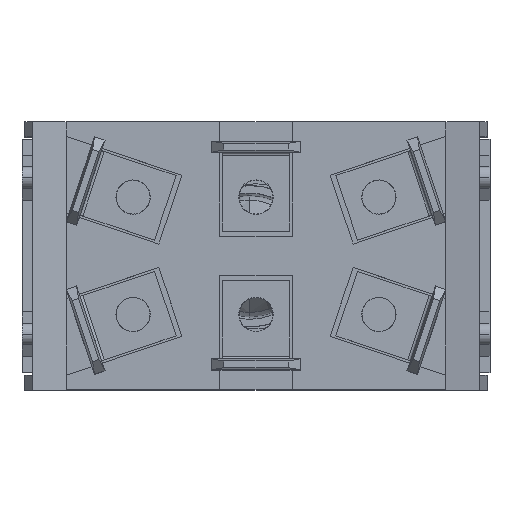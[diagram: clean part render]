
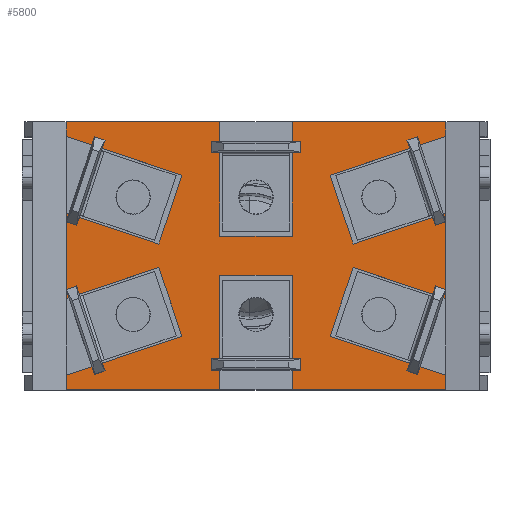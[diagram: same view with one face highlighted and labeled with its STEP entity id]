
A CAD part, top view. The second image highlights one B-rep face of the part: STEP entity #5800.
In plain terms, the highlighted planar face has unit normal (0, 0, 1).
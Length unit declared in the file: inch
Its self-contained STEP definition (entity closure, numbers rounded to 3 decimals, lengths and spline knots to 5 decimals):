
#163=DIRECTION('',(0.,-1.,0.));
#164=VECTOR('',#163,0.3202);
#165=CARTESIAN_POINT('',(-0.1015,0.375,0.709));
#166=LINE('',#165,#164);
#167=DIRECTION('',(1.,0.,0.));
#168=VECTOR('',#167,0.203);
#169=CARTESIAN_POINT('',(-0.1015,0.0548,0.709));
#170=LINE('',#169,#168);
#171=DIRECTION('',(0.,-1.,0.));
#172=VECTOR('',#171,0.3202);
#173=CARTESIAN_POINT('',(0.1015,0.375,0.709));
#174=LINE('',#173,#172);
#175=DIRECTION('',(1.,0.,0.));
#176=VECTOR('',#175,0.4295);
#177=CARTESIAN_POINT('',(0.1015,0.375,0.709));
#178=LINE('',#177,#176);
#179=DIRECTION('',(0.,1.,0.));
#180=VECTOR('',#179,0.04123);
#181=CARTESIAN_POINT('',(0.531,0.33377,0.709));
#182=LINE('',#181,#180);
#183=DIRECTION('',(-0.948,-0.317,0.));
#184=VECTOR('',#183,0.34168);
#185=CARTESIAN_POINT('',(0.531,0.33377,0.709));
#186=LINE('',#185,#184);
#187=DIRECTION('',(0.317,-0.948,0.));
#188=VECTOR('',#187,0.203);
#189=CARTESIAN_POINT('',(0.20698,0.22535,0.709));
#190=LINE('',#189,#188);
#191=DIRECTION('',(0.948,0.317,0.));
#192=VECTOR('',#191,0.27376);
#193=CARTESIAN_POINT('',(0.27139,0.03284,0.709));
#194=LINE('',#193,#192);
#195=DIRECTION('',(0.,1.,0.));
#196=VECTOR('',#195,0.23941);
#197=CARTESIAN_POINT('',(0.531,-0.11971,0.709));
#198=LINE('',#197,#196);
#199=DIRECTION('',(-0.948,0.317,0.));
#200=VECTOR('',#199,0.27376);
#201=CARTESIAN_POINT('',(0.531,-0.11971,0.709));
#202=LINE('',#201,#200);
#203=DIRECTION('',(-0.317,-0.948,0.));
#204=VECTOR('',#203,0.203);
#205=CARTESIAN_POINT('',(0.27139,-0.03284,0.709));
#206=LINE('',#205,#204);
#207=DIRECTION('',(0.948,-0.317,0.));
#208=VECTOR('',#207,0.34168);
#209=CARTESIAN_POINT('',(0.20698,-0.22535,0.709));
#210=LINE('',#209,#208);
#211=DIRECTION('',(0.,1.,0.));
#212=VECTOR('',#211,0.04123);
#213=CARTESIAN_POINT('',(0.531,-0.375,0.709));
#214=LINE('',#213,#212);
#215=DIRECTION('',(-1.,0.,0.));
#216=VECTOR('',#215,0.4295);
#217=CARTESIAN_POINT('',(0.531,-0.375,0.709));
#218=LINE('',#217,#216);
#219=DIRECTION('',(0.,1.,0.));
#220=VECTOR('',#219,0.3202);
#221=CARTESIAN_POINT('',(0.1015,-0.375,0.709));
#222=LINE('',#221,#220);
#223=DIRECTION('',(-1.,0.,0.));
#224=VECTOR('',#223,0.203);
#225=CARTESIAN_POINT('',(0.1015,-0.0548,0.709));
#226=LINE('',#225,#224);
#227=DIRECTION('',(0.,1.,0.));
#228=VECTOR('',#227,0.3202);
#229=CARTESIAN_POINT('',(-0.1015,-0.375,0.709));
#230=LINE('',#229,#228);
#231=DIRECTION('',(-1.,0.,0.));
#232=VECTOR('',#231,0.4295);
#233=CARTESIAN_POINT('',(-0.1015,-0.375,0.709));
#234=LINE('',#233,#232);
#235=DIRECTION('',(0.,1.,0.));
#236=VECTOR('',#235,0.04123);
#237=CARTESIAN_POINT('',(-0.531,-0.375,0.709));
#238=LINE('',#237,#236);
#239=DIRECTION('',(0.948,0.317,0.));
#240=VECTOR('',#239,0.34168);
#241=CARTESIAN_POINT('',(-0.531,-0.33377,0.709));
#242=LINE('',#241,#240);
#243=DIRECTION('',(-0.317,0.948,0.));
#244=VECTOR('',#243,0.203);
#245=CARTESIAN_POINT('',(-0.20698,-0.22535,0.709));
#246=LINE('',#245,#244);
#247=DIRECTION('',(-0.948,-0.317,0.));
#248=VECTOR('',#247,0.27376);
#249=CARTESIAN_POINT('',(-0.27139,-0.03284,0.709));
#250=LINE('',#249,#248);
#251=DIRECTION('',(0.,1.,0.));
#252=VECTOR('',#251,0.23941);
#253=CARTESIAN_POINT('',(-0.531,-0.11971,0.709));
#254=LINE('',#253,#252);
#255=DIRECTION('',(0.948,-0.317,0.));
#256=VECTOR('',#255,0.27376);
#257=CARTESIAN_POINT('',(-0.531,0.11971,0.709));
#258=LINE('',#257,#256);
#259=DIRECTION('',(0.317,0.948,0.));
#260=VECTOR('',#259,0.203);
#261=CARTESIAN_POINT('',(-0.27139,0.03284,0.709));
#262=LINE('',#261,#260);
#263=DIRECTION('',(-0.948,0.317,0.));
#264=VECTOR('',#263,0.34168);
#265=CARTESIAN_POINT('',(-0.20698,0.22535,0.709));
#266=LINE('',#265,#264);
#267=DIRECTION('',(0.,1.,0.));
#268=VECTOR('',#267,0.04123);
#269=CARTESIAN_POINT('',(-0.531,0.33377,0.709));
#270=LINE('',#269,#268);
#271=DIRECTION('',(1.,0.,0.));
#272=VECTOR('',#271,0.4295);
#273=CARTESIAN_POINT('',(-0.531,0.375,0.709));
#274=LINE('',#273,#272);
#4600=CARTESIAN_POINT('',(0.531,0.375,0.709));
#4601=VERTEX_POINT('',#4600);
#4602=CARTESIAN_POINT('',(-0.531,0.375,0.709));
#4604=VERTEX_POINT('',#4602);
#4612=CARTESIAN_POINT('',(0.531,-0.375,0.709));
#4613=VERTEX_POINT('',#4612);
#4614=CARTESIAN_POINT('',(-0.531,-0.375,0.709));
#4616=VERTEX_POINT('',#4614);
#4780=CARTESIAN_POINT('',(0.531,0.33377,0.709));
#4781=CARTESIAN_POINT('',(0.20698,0.22535,0.709));
#4782=VERTEX_POINT('',#4780);
#4783=VERTEX_POINT('',#4781);
#4784=CARTESIAN_POINT('',(0.27139,0.03284,0.709));
#4785=VERTEX_POINT('',#4784);
#4786=CARTESIAN_POINT('',(0.531,0.11971,0.709));
#4787=VERTEX_POINT('',#4786);
#4788=CARTESIAN_POINT('',(0.531,-0.11971,0.709));
#4789=CARTESIAN_POINT('',(0.27139,-0.03284,0.709));
#4790=VERTEX_POINT('',#4788);
#4791=VERTEX_POINT('',#4789);
#4792=CARTESIAN_POINT('',(0.20698,-0.22535,0.709));
#4793=VERTEX_POINT('',#4792);
#4794=CARTESIAN_POINT('',(0.531,-0.33377,0.709));
#4795=VERTEX_POINT('',#4794);
#4796=CARTESIAN_POINT('',(-0.531,-0.33377,0.709));
#4797=CARTESIAN_POINT('',(-0.20698,-0.22535,0.709));
#4798=VERTEX_POINT('',#4796);
#4799=VERTEX_POINT('',#4797);
#4800=CARTESIAN_POINT('',(-0.27139,-0.03284,0.709));
#4801=VERTEX_POINT('',#4800);
#4802=CARTESIAN_POINT('',(-0.531,-0.11971,0.709));
#4803=VERTEX_POINT('',#4802);
#4804=CARTESIAN_POINT('',(-0.531,0.11971,0.709));
#4805=CARTESIAN_POINT('',(-0.27139,0.03284,0.709));
#4806=VERTEX_POINT('',#4804);
#4807=VERTEX_POINT('',#4805);
#4808=CARTESIAN_POINT('',(-0.20698,0.22535,0.709));
#4809=VERTEX_POINT('',#4808);
#4810=CARTESIAN_POINT('',(-0.531,0.33377,0.709));
#4811=VERTEX_POINT('',#4810);
#4852=CARTESIAN_POINT('',(-0.1015,0.375,0.709));
#4853=CARTESIAN_POINT('',(-0.1015,0.0548,0.709));
#4854=VERTEX_POINT('',#4852);
#4855=VERTEX_POINT('',#4853);
#4856=CARTESIAN_POINT('',(0.1015,0.0548,0.709));
#4857=VERTEX_POINT('',#4856);
#4858=CARTESIAN_POINT('',(0.1015,0.375,0.709));
#4859=VERTEX_POINT('',#4858);
#4860=CARTESIAN_POINT('',(0.1015,-0.0548,0.709));
#4861=CARTESIAN_POINT('',(-0.1015,-0.0548,0.709));
#4862=VERTEX_POINT('',#4860);
#4863=VERTEX_POINT('',#4861);
#4864=CARTESIAN_POINT('',(-0.1015,-0.375,0.709));
#4865=VERTEX_POINT('',#4864);
#4866=CARTESIAN_POINT('',(0.1015,-0.375,0.709));
#4867=VERTEX_POINT('',#4866);
#5741=CARTESIAN_POINT('',(0.,0.,0.709));
#5742=DIRECTION('',(0.,0.,-1.));
#5743=DIRECTION('',(0.,1.,0.));
#5744=AXIS2_PLACEMENT_3D('',#5741,#5742,#5743);
#5745=PLANE('',#5744);
#5747=ORIENTED_EDGE('',*,*,#5746,.T.);
#5749=ORIENTED_EDGE('',*,*,#5748,.T.);
#5751=ORIENTED_EDGE('',*,*,#5750,.F.);
#5753=ORIENTED_EDGE('',*,*,#5752,.T.);
#5755=ORIENTED_EDGE('',*,*,#5754,.F.);
#5757=ORIENTED_EDGE('',*,*,#5756,.T.);
#5759=ORIENTED_EDGE('',*,*,#5758,.T.);
#5761=ORIENTED_EDGE('',*,*,#5760,.T.);
#5763=ORIENTED_EDGE('',*,*,#5762,.F.);
#5765=ORIENTED_EDGE('',*,*,#5764,.T.);
#5767=ORIENTED_EDGE('',*,*,#5766,.T.);
#5769=ORIENTED_EDGE('',*,*,#5768,.T.);
#5771=ORIENTED_EDGE('',*,*,#5770,.F.);
#5773=ORIENTED_EDGE('',*,*,#5772,.T.);
#5775=ORIENTED_EDGE('',*,*,#5774,.T.);
#5777=ORIENTED_EDGE('',*,*,#5776,.T.);
#5779=ORIENTED_EDGE('',*,*,#5778,.F.);
#5781=ORIENTED_EDGE('',*,*,#5780,.T.);
#5782=ORIENTED_EDGE('',*,*,#5680,.T.);
#5784=ORIENTED_EDGE('',*,*,#5783,.T.);
#5786=ORIENTED_EDGE('',*,*,#5785,.T.);
#5787=ORIENTED_EDGE('',*,*,#5732,.T.);
#5788=ORIENTED_EDGE('',*,*,#5695,.T.);
#5790=ORIENTED_EDGE('',*,*,#5789,.T.);
#5792=ORIENTED_EDGE('',*,*,#5791,.T.);
#5794=ORIENTED_EDGE('',*,*,#5793,.T.);
#5795=ORIENTED_EDGE('',*,*,#5688,.T.);
#5797=ORIENTED_EDGE('',*,*,#5796,.T.);
#5798=EDGE_LOOP('',(#5747,#5749,#5751,#5753,#5755,#5757,#5759,#5761,#5763,#5765,
#5767,#5769,#5771,#5773,#5775,#5777,#5779,#5781,#5782,#5784,#5786,#5787,#5788,
#5790,#5792,#5794,#5795,#5797));
#5799=FACE_OUTER_BOUND('',#5798,.F.);
#5680=EDGE_CURVE('',#4616,#4798,#238,.T.);
#5688=EDGE_CURVE('',#4811,#4604,#270,.T.);
#5695=EDGE_CURVE('',#4803,#4806,#254,.T.);
#5732=EDGE_CURVE('',#4801,#4803,#250,.T.);
#5746=EDGE_CURVE('',#4854,#4855,#166,.T.);
#5748=EDGE_CURVE('',#4855,#4857,#170,.T.);
#5750=EDGE_CURVE('',#4859,#4857,#174,.T.);
#5752=EDGE_CURVE('',#4859,#4601,#178,.T.);
#5754=EDGE_CURVE('',#4782,#4601,#182,.T.);
#5756=EDGE_CURVE('',#4782,#4783,#186,.T.);
#5758=EDGE_CURVE('',#4783,#4785,#190,.T.);
#5760=EDGE_CURVE('',#4785,#4787,#194,.T.);
#5762=EDGE_CURVE('',#4790,#4787,#198,.T.);
#5764=EDGE_CURVE('',#4790,#4791,#202,.T.);
#5766=EDGE_CURVE('',#4791,#4793,#206,.T.);
#5768=EDGE_CURVE('',#4793,#4795,#210,.T.);
#5770=EDGE_CURVE('',#4613,#4795,#214,.T.);
#5772=EDGE_CURVE('',#4613,#4867,#218,.T.);
#5774=EDGE_CURVE('',#4867,#4862,#222,.T.);
#5776=EDGE_CURVE('',#4862,#4863,#226,.T.);
#5778=EDGE_CURVE('',#4865,#4863,#230,.T.);
#5780=EDGE_CURVE('',#4865,#4616,#234,.T.);
#5783=EDGE_CURVE('',#4798,#4799,#242,.T.);
#5785=EDGE_CURVE('',#4799,#4801,#246,.T.);
#5789=EDGE_CURVE('',#4806,#4807,#258,.T.);
#5791=EDGE_CURVE('',#4807,#4809,#262,.T.);
#5793=EDGE_CURVE('',#4809,#4811,#266,.T.);
#5796=EDGE_CURVE('',#4604,#4854,#274,.T.);
#5800=ADVANCED_FACE('',(#5799),#5745,.F.);
